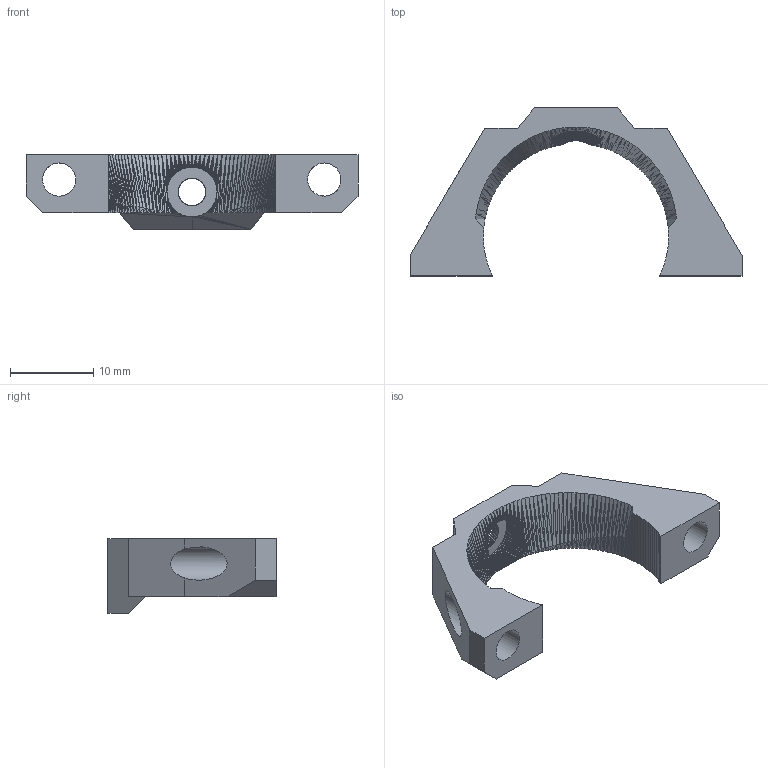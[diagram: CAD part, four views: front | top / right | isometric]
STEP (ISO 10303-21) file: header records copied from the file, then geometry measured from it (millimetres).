
FILE_DESCRIPTION(/* description */ (''),/* implementation_level */ '2;1');
FILE_NAME(/* name */ 'Dragon heatsink support.step',/* time_stamp */ '2022-01-20T09:21:17+13:00',/* author */ (''),/* organization */ (''),/* preprocessor_version */ 'ST-DEVELOPER v18.1',/* originating_system */ 'Autodesk Translation Framework v10.13.0.1454',/* authorisation */ '');
FILE_SCHEMA (('AUTOMOTIVE_DESIGN { 1 0 10303 214 3 1 1 }'));
Length unit declared in the file: millimetre
Products named in the file (1): Dragon heatsink_support
Bounding box: 40 x 20.25 x 9 mm (x, y, z)
Volume: 1722 mm3; surface area: 1724.2 mm2
Topology: 1 solids, 1 shells, 1130 faces, 2198 edges, 1068 vertices
Faces by surface type: plane 1128, cylinder 2
Full cylindrical faces by diameter (mm): 4 x2
Entity records: 26618 total; most frequent: DIRECTION 4466, ORIENTED_EDGE 4396, CARTESIAN_POINT 4396, EDGE_CURVE 2198, LINE 2190, VECTOR 2190, AXIS2_PLACEMENT_3D 1138, EDGE_LOOP 1133
